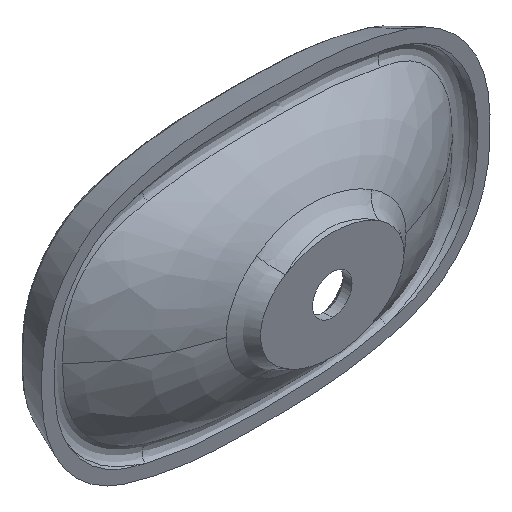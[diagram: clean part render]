
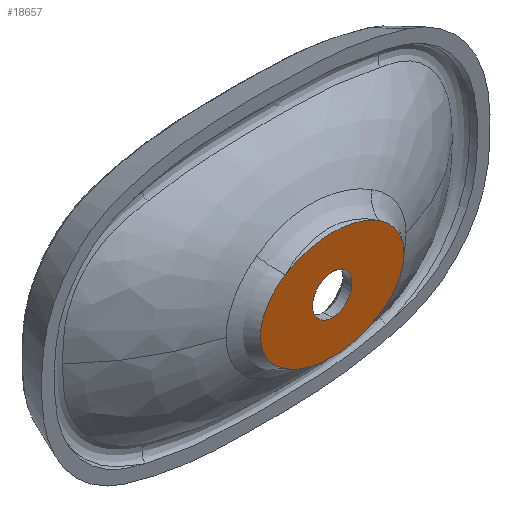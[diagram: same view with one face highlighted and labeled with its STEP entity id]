
A CAD part, isometric view. The second image highlights one B-rep face of the part: STEP entity #18657.
In plain terms, the highlighted planar face has unit normal (0, -1, 0).
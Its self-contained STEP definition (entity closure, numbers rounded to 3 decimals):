
#391 = ORIENTED_EDGE ( 'NONE', *, *, #4569, .F. ) ;
#547 = DIRECTION ( 'NONE',  ( 0., 1., 0. ) ) ;
#639 = CARTESIAN_POINT ( 'NONE',  ( 77.441, -22., 15.557 ) ) ;
#1027 = CARTESIAN_POINT ( 'NONE',  ( 0., -22., 0. ) ) ;
#1184 = CARTESIAN_POINT ( 'NONE',  ( 38.43, -22., 53.005 ) ) ;
#1485 = CARTESIAN_POINT ( 'NONE',  ( -63.973, -22., -36.873 ) ) ;
#1486 = ORIENTED_EDGE ( 'NONE', *, *, #14701, .F. ) ;
#1632 = CARTESIAN_POINT ( 'NONE',  ( 10.472, -22., 60. ) ) ;
#1641 = B_SPLINE_CURVE_WITH_KNOTS ( 'NONE', 3,
 ( #13858, #12240, #13954, #3489, #7862, #13670, #639, #18047, #5000, #10808, #2634, #9764, #11472, #2821, #5571, #11568, #10048, #14145 ),
 .UNSPECIFIED., .F., .F.,
 ( 4, 2, 2, 2, 2, 2, 2, 2, 4 ),
 ( 0.386, 0.391, 0.416, 0.429, 0.441, 0.454, 0.466, 0.492, 0.497 ),
 .UNSPECIFIED. ) ;
#1673 = CARTESIAN_POINT ( 'NONE',  ( -53.668, -22., -44.52 ) ) ;
#1677 = CARTESIAN_POINT ( 'NONE',  ( 20.94, -22., -58.438 ) ) ;
#1763 = CARTESIAN_POINT ( 'NONE',  ( -52.141, -22., 45.504 ) ) ;
#2422 = ORIENTED_EDGE ( 'NONE', *, *, #15033, .F. ) ;
#2613 = CARTESIAN_POINT ( 'NONE',  ( -38.43, -22., 53.005 ) ) ;
#2634 = CARTESIAN_POINT ( 'NONE',  ( 79.484, -22., -7.854 ) ) ;
#2821 = CARTESIAN_POINT ( 'NONE',  ( 69.903, -22., -30.217 ) ) ;
#3098 = CARTESIAN_POINT ( 'NONE',  ( -79.484, -22., -7.854 ) ) ;
#3160 = B_SPLINE_CURVE_WITH_KNOTS ( 'NONE', 3,
 ( #15648, #5996, #2613, #14218, #16276, #1632, #9038, #1184, #13239, #16094 ),
 .UNSPECIFIED., .F., .F.,
 ( 4, 2, 2, 2, 4 ),
 ( 0.276, 0.301, 0.331, 0.361, 0.386 ),
 .UNSPECIFIED. ) ;
#3281 = CARTESIAN_POINT ( 'NONE',  ( -79.484, -22., 7.854 ) ) ;
#3284 = CARTESIAN_POINT ( 'NONE',  ( -45.723, -22., -49.636 ) ) ;
#3288 = EDGE_CURVE ( 'NONE', #14216, #13671, #9968, .T. ) ;
#3471 = CARTESIAN_POINT ( 'NONE',  ( 52.141, -22., -45.504 ) ) ;
#3489 = CARTESIAN_POINT ( 'NONE',  ( 63.973, -22., 36.873 ) ) ;
#3579 = FACE_OUTER_BOUND ( 'NONE', #6405, .T. ) ;
#3740 = CARTESIAN_POINT ( 'NONE',  ( 52.141, -22., -45.504 ) ) ;
#3851 = CARTESIAN_POINT ( 'NONE',  ( -52.141, -22., -45.504 ) ) ;
#4334 = CARTESIAN_POINT ( 'NONE',  ( -80., -22., -3.927 ) ) ;
#4569 = EDGE_CURVE ( 'NONE', #17565, #8133, #3160, .T. ) ;
#4612 = CARTESIAN_POINT ( 'NONE',  ( 38.43, -22., -53.005 ) ) ;
#4616 = AXIS2_PLACEMENT_3D ( 'NONE', #15761, #6804, #9855 ) ;
#4810 = PLANE ( 'NONE',  #15577 ) ;
#4982 = CARTESIAN_POINT ( 'NONE',  ( 10.472, -22., -60. ) ) ;
#5000 = CARTESIAN_POINT ( 'NONE',  ( 80., -22., 3.927 ) ) ;
#5571 = CARTESIAN_POINT ( 'NONE',  ( 63.973, -22., -36.873 ) ) ;
#5946 = CARTESIAN_POINT ( 'NONE',  ( -69.903, -22., -30.217 ) ) ;
#5996 = CARTESIAN_POINT ( 'NONE',  ( -45.723, -22., 49.636 ) ) ;
#6128 = CARTESIAN_POINT ( 'NONE',  ( -52.141, -22., -45.504 ) ) ;
#6131 = CARTESIAN_POINT ( 'NONE',  ( -38.43, -22., -53.005 ) ) ;
#6405 = EDGE_LOOP ( 'NONE', ( #13558, #1486, #391, #2422 ) ) ;
#6804 = DIRECTION ( 'NONE',  ( 0., -1., 0. ) ) ;
#7455 = CARTESIAN_POINT ( 'NONE',  ( -52.141, -22., 45.504 ) ) ;
#7468 = CARTESIAN_POINT ( 'NONE',  ( -75.914, -22., -19.333 ) ) ;
#7656 = CARTESIAN_POINT ( 'NONE',  ( -10.472, -22., -60. ) ) ;
#7862 = CARTESIAN_POINT ( 'NONE',  ( 69.903, -22., 30.217 ) ) ;
#8133 = VERTEX_POINT ( 'NONE', #12915 ) ;
#8159 = DIRECTION ( 'NONE',  ( 0., -1., 0. ) ) ;
#8463 = ORIENTED_EDGE ( 'NONE', *, *, #16099, .F. ) ;
#9038 = CARTESIAN_POINT ( 'NONE',  ( 20.94, -22., 58.438 ) ) ;
#9764 = CARTESIAN_POINT ( 'NONE',  ( 77.441, -22., -15.557 ) ) ;
#9855 = DIRECTION ( 'NONE',  ( 0., 0., -1. ) ) ;
#9968 = B_SPLINE_CURVE_WITH_KNOTS ( 'NONE', 3,
 ( #3471, #16323, #4612, #1677, #4982, #7656, #16139, #6131, #3284, #17936 ),
 .UNSPECIFIED., .F., .F.,
 ( 4, 2, 2, 2, 4 ),
 ( 0.055, 0.08, 0.11, 0.141, 0.165 ),
 .UNSPECIFIED. ) ;
#10048 = CARTESIAN_POINT ( 'NONE',  ( 53.668, -22., -44.52 ) ) ;
#10228 = CARTESIAN_POINT ( 'NONE',  ( -80., -22., 3.927 ) ) ;
#10323 = CARTESIAN_POINT ( 'NONE',  ( -77.441, -22., -15.557 ) ) ;
#10432 = CARTESIAN_POINT ( 'NONE',  ( 0., -22., 0. ) ) ;
#10508 = CARTESIAN_POINT ( 'NONE',  ( 0., -22., 22. ) ) ;
#10688 = VERTEX_POINT ( 'NONE', #16995 ) ;
#10735 = EDGE_CURVE ( 'NONE', #15366, #10688, #12207, .T. ) ;
#10808 = CARTESIAN_POINT ( 'NONE',  ( 80., -22., -3.927 ) ) ;
#11472 = CARTESIAN_POINT ( 'NONE',  ( 75.914, -22., -19.333 ) ) ;
#11568 = CARTESIAN_POINT ( 'NONE',  ( 55.145, -22., -43.494 ) ) ;
#11759 = CARTESIAN_POINT ( 'NONE',  ( -53.668, -22., 44.52 ) ) ;
#11867 = FACE_BOUND ( 'NONE', #18591, .T. ) ;
#12207 = CIRCLE ( 'NONE', #4616, 22. ) ;
#12240 = CARTESIAN_POINT ( 'NONE',  ( 53.668, -22., 44.52 ) ) ;
#12533 = AXIS2_PLACEMENT_3D ( 'NONE', #1027, #8159, #13960 ) ;
#12915 = CARTESIAN_POINT ( 'NONE',  ( 52.141, -22., 45.504 ) ) ;
#13096 = CARTESIAN_POINT ( 'NONE',  ( -69.903, -22., 30.217 ) ) ;
#13239 = CARTESIAN_POINT ( 'NONE',  ( 45.723, -22., 49.636 ) ) ;
#13278 = CARTESIAN_POINT ( 'NONE',  ( -75.914, -22., 19.333 ) ) ;
#13435 = CIRCLE ( 'NONE', #12533, 22. ) ;
#13463 = CARTESIAN_POINT ( 'NONE',  ( -55.145, -22., -43.494 ) ) ;
#13558 = ORIENTED_EDGE ( 'NONE', *, *, #3288, .F. ) ;
#13670 = CARTESIAN_POINT ( 'NONE',  ( 75.914, -22., 19.333 ) ) ;
#13671 = VERTEX_POINT ( 'NONE', #3851 ) ;
#13858 = CARTESIAN_POINT ( 'NONE',  ( 52.141, -22., 45.504 ) ) ;
#13954 = CARTESIAN_POINT ( 'NONE',  ( 55.145, -22., 43.494 ) ) ;
#13960 = DIRECTION ( 'NONE',  ( 0., 0., -1. ) ) ;
#14145 = CARTESIAN_POINT ( 'NONE',  ( 52.141, -22., -45.504 ) ) ;
#14216 = VERTEX_POINT ( 'NONE', #3740 ) ;
#14218 = CARTESIAN_POINT ( 'NONE',  ( -20.94, -22., 58.438 ) ) ;
#14409 = ORIENTED_EDGE ( 'NONE', *, *, #10735, .F. ) ;
#14701 = EDGE_CURVE ( 'NONE', #8133, #14216, #1641, .T. ) ;
#14797 = CARTESIAN_POINT ( 'NONE',  ( -63.973, -22., 36.873 ) ) ;
#15033 = EDGE_CURVE ( 'NONE', #13671, #17565, #17073, .T. ) ;
#15366 = VERTEX_POINT ( 'NONE', #10508 ) ;
#15577 = AXIS2_PLACEMENT_3D ( 'NONE', #10432, #547, #16426 ) ;
#15648 = CARTESIAN_POINT ( 'NONE',  ( -52.141, -22., 45.504 ) ) ;
#15761 = CARTESIAN_POINT ( 'NONE',  ( 0., -22., 0. ) ) ;
#16042 = CARTESIAN_POINT ( 'NONE',  ( -77.441, -22., 15.557 ) ) ;
#16094 = CARTESIAN_POINT ( 'NONE',  ( 52.141, -22., 45.504 ) ) ;
#16099 = EDGE_CURVE ( 'NONE', #10688, #15366, #13435, .T. ) ;
#16139 = CARTESIAN_POINT ( 'NONE',  ( -20.94, -22., -58.438 ) ) ;
#16276 = CARTESIAN_POINT ( 'NONE',  ( -10.472, -22., 60. ) ) ;
#16323 = CARTESIAN_POINT ( 'NONE',  ( 45.723, -22., -49.636 ) ) ;
#16426 = DIRECTION ( 'NONE',  ( 0., 0., 1. ) ) ;
#16995 = CARTESIAN_POINT ( 'NONE',  ( 0., -22., -22. ) ) ;
#17073 = B_SPLINE_CURVE_WITH_KNOTS ( 'NONE', 3,
 ( #6128, #1673, #13463, #1485, #5946, #7468, #10323, #3098, #4334, #10228, #3281, #16042, #13278, #13096, #14797, #17377, #11759, #1763 ),
 .UNSPECIFIED., .F., .F.,
 ( 4, 2, 2, 2, 2, 2, 2, 2, 4 ),
 ( 0.165, 0.17, 0.195, 0.208, 0.221, 0.233, 0.246, 0.271, 0.276 ),
 .UNSPECIFIED. ) ;
#17377 = CARTESIAN_POINT ( 'NONE',  ( -55.145, -22., 43.494 ) ) ;
#17565 = VERTEX_POINT ( 'NONE', #7455 ) ;
#17936 = CARTESIAN_POINT ( 'NONE',  ( -52.141, -22., -45.504 ) ) ;
#18047 = CARTESIAN_POINT ( 'NONE',  ( 79.484, -22., 7.854 ) ) ;
#18591 = EDGE_LOOP ( 'NONE', ( #8463, #14409 ) ) ;
#18657 = ADVANCED_FACE ( 'NONE', ( #11867, #3579 ), #4810, .F. ) ;
